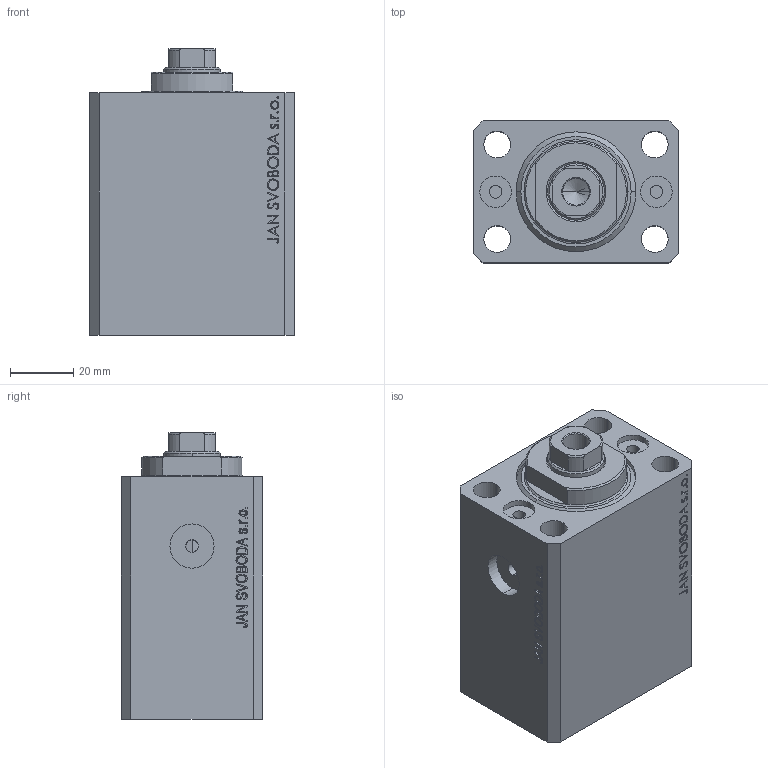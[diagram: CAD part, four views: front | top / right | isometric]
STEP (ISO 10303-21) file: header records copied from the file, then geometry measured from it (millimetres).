
FILE_DESCRIPTION (( 'STEP AP203' ), '1' );
FILE_NAME ('6e76.STEP', '2023-10-08T00:13:07', ( '' ), ( '' ), 'SwSTEP 2.0', 'SolidWorks 2019', '' );
FILE_SCHEMA (( 'CONFIG_CONTROL_DESIGN' ));
Length unit declared in the file: millimetre
Products named in the file (4): V250CE_C_VCP 9f3f8f7df266a673a62d24d0122cdd82; V250CE_C_Body 9f3f8f7df266a673a62d24d0122cdd82; 6e76; V250CE_VC_C 9f3f8f7df266a673a62d24d0122cdd82
Assembly tree (3 placements, depth 2):
  6e76
    V250CE_C_Body 9f3f8f7df266a673a62d24d0122cdd82
    V250CE_C_VCP 9f3f8f7df266a673a62d24d0122cdd82
    V250CE_VC_C 9f3f8f7df266a673a62d24d0122cdd82
Bounding box: 65 x 45 x 91 mm (x, y, z)
Volume: 203878.1 mm3; surface area: 50339 mm2
Topology: 3 solids, 3 shells, 864 faces, 2238 edges, 1483 vertices
Faces by surface type: plane 428, bspline 374, cylinder 44, cone 12, torus 6
Entity records: 44482 total; most frequent: CARTESIAN_POINT 25417, ORIENTED_EDGE 4472, DIRECTION 2572, EDGE_CURVE 2236, VERTEX_POINT 1483, LINE 1360, VECTOR 1360, EDGE_LOOP 983
